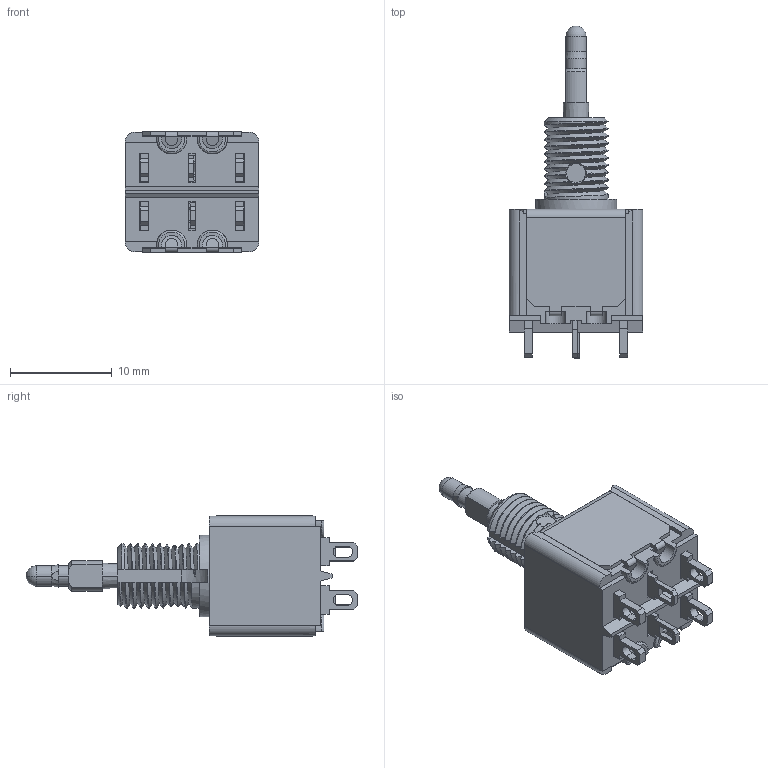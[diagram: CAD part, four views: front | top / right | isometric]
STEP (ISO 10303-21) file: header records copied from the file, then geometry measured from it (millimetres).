
FILE_DESCRIPTION((''),'2;1');
FILE_NAME('5647A_4N_','2011-06-21T',('rboyer'),(''),'PRO/ENGINEER BY PARAMETRIC TECHNOLOGY CORPORATION, 2009440','PRO/ENGINEER BY PARAMETRIC TECHNOLOGY CORPORATION, 2009440','');
FILE_SCHEMA(('CONFIG_CONTROL_DESIGN'));
Length unit declared in the file: millimetre
Products named in the file (1): 5647A_4N_
Bounding box: 13.2 x 32.7 x 11.85 mm (x, y, z)
Volume: 1125.2 mm3; surface area: 2907.8 mm2
Topology: 3 solids, 3 shells, 653 faces, 1791 edges, 1120 vertices
Faces by surface type: plane 416, cylinder 150, bspline 42, cone 21, sphere 20, torus 4
Entity records: 26112 total; most frequent: CARTESIAN_POINT 10018, ORIENTED_EDGE 3574, DIRECTION 2991, EDGE_CURVE 1787, VECTOR 1251, LINE 1251, VERTEX_POINT 1120, AXIS2_PLACEMENT_3D 870
